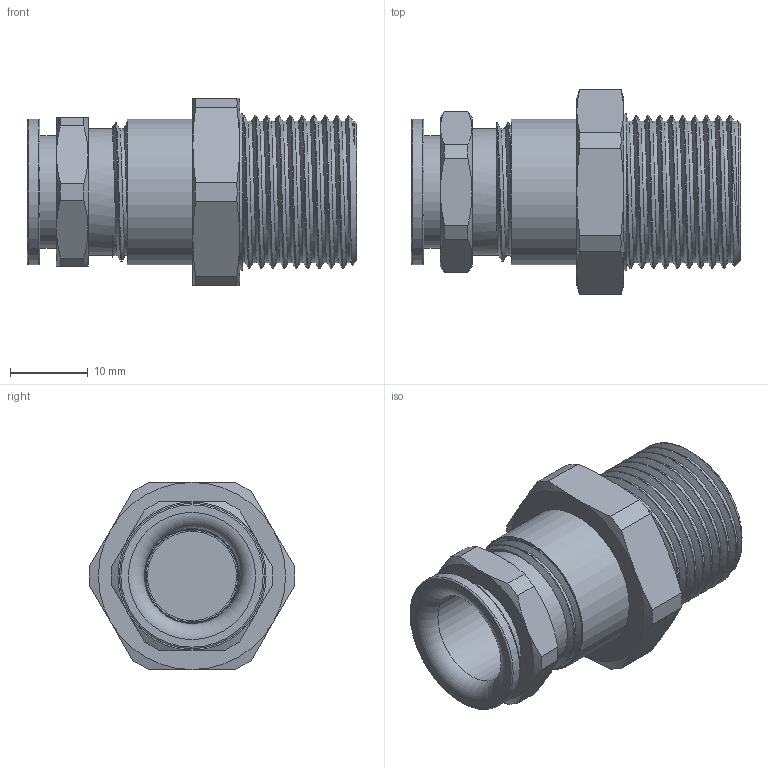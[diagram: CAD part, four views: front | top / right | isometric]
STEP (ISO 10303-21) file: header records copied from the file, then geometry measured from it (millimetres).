
FILE_DESCRIPTION(/* description */ ('ADE-1F2 M 20x1,5'),/* implementation_level */ '2;1');
FILE_NAME(/* name */ '00806699V1-RST.stp',/* time_stamp */ '2021-07-20T08:08:40+02:00',/* author */ ('sl'),/* organization */ (''),/* preprocessor_version */ 'ST-DEVELOPER v16.5',/* originating_system */ 'Autodesk Inventor 2017',/* authorisation */ '');
FILE_SCHEMA (('AUTOMOTIVE_DESIGN { 1 0 10303 214 3 1 1 }'));
Length unit declared in the file: millimetre
Products named in the file (5): 00806694V1; 00806694V1_1; 00806694V1_2; 00806694V1_3; 00806694V1_4
Assembly tree (4 placements, depth 2):
  00806694V1
    00806694V1_1
    00806694V1_2
    00806694V1_3
    00806694V1_4
Bounding box: 42.22 x 26.37 x 24 mm (x, y, z)
Volume: 6294.9 mm3; surface area: 8436.6 mm2
Topology: 4 solids, 4 shells, 125 faces, 275 edges, 171 vertices
Faces by surface type: plane 47, cylinder 32, cone 31, torus 9, bspline 6
Full cylindrical faces by diameter (mm): 11.83 x1, 12.14 x1, 12.2 x1, 12.3 x1, 13.2 x1, 13.5 x1, 14.46 x1, 14.77 x1, 15.46 x1, 15.87 x2, 16.04 x1, 16.17 x7, 16.278 x4, 18.64 x1, 18.7 x1, 20.06 x1
Entity records: 6782 total; most frequent: CARTESIAN_POINT 4493, DIRECTION 450, ORIENTED_EDGE 408, AXIS2_PLACEMENT_3D 213, EDGE_CURVE 204, EDGE_LOOP 166, VERTEX_POINT 144, FACE_OUTER_BOUND 114
